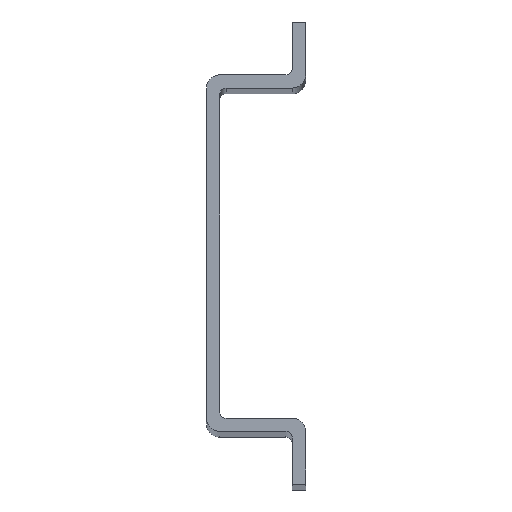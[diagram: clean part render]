
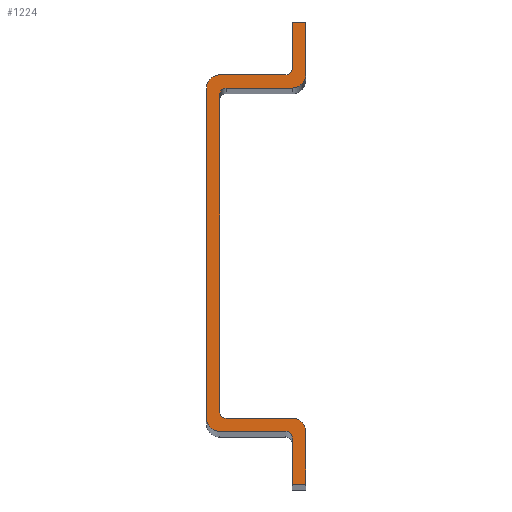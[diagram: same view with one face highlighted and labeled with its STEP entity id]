
A CAD part, top view. The second image highlights one B-rep face of the part: STEP entity #1224.
In plain terms, the highlighted planar face has unit normal (0, 0, 1).
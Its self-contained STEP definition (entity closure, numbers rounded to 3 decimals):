
#84=CIRCLE('',#1304,1.);
#86=CIRCLE('',#1308,0.5);
#88=CIRCLE('',#1314,1.);
#90=CIRCLE('',#1319,1.);
#92=CIRCLE('',#1325,0.5);
#94=CIRCLE('',#1329,1.);
#116=CIRCLE('',#1353,0.5);
#117=CIRCLE('',#1355,0.5);
#138=FACE_OUTER_BOUND('',#220,.T.);
#220=EDGE_LOOP('',(#967,#968,#969,#970,#971,#972,#973,#974,#975,#976,#977,
#978,#979,#980,#981,#982,#983,#984,#985,#986));
#265=LINE('',#1769,#389);
#291=LINE('',#1865,#415);
#295=LINE('',#1877,#419);
#298=LINE('',#1883,#422);
#301=LINE('',#1889,#425);
#305=LINE('',#1901,#429);
#308=LINE('',#1909,#432);
#313=LINE('',#1922,#437);
#316=LINE('',#1928,#440);
#319=LINE('',#1934,#443);
#323=LINE('',#1946,#447);
#326=LINE('',#1955,#450);
#389=VECTOR('',#1405,10.);
#415=VECTOR('',#1479,10.);
#419=VECTOR('',#1491,10.);
#422=VECTOR('',#1496,10.);
#425=VECTOR('',#1501,10.);
#429=VECTOR('',#1513,10.);
#432=VECTOR('',#1518,10.);
#437=VECTOR('',#1531,10.);
#440=VECTOR('',#1536,10.);
#443=VECTOR('',#1541,10.);
#447=VECTOR('',#1553,10.);
#450=VECTOR('',#1564,10.);
#513=VERTEX_POINT('',#1766);
#514=VERTEX_POINT('',#1768);
#557=VERTEX_POINT('',#1855);
#558=VERTEX_POINT('',#1857);
#560=VERTEX_POINT('',#1863);
#562=VERTEX_POINT('',#1869);
#564=VERTEX_POINT('',#1875);
#566=VERTEX_POINT('',#1881);
#568=VERTEX_POINT('',#1887);
#570=VERTEX_POINT('',#1893);
#572=VERTEX_POINT('',#1899);
#575=VERTEX_POINT('',#1906);
#576=VERTEX_POINT('',#1908);
#578=VERTEX_POINT('',#1914);
#580=VERTEX_POINT('',#1920);
#582=VERTEX_POINT('',#1926);
#584=VERTEX_POINT('',#1932);
#586=VERTEX_POINT('',#1938);
#588=VERTEX_POINT('',#1944);
#590=VERTEX_POINT('',#1950);
#633=EDGE_CURVE('',#514,#513,#265,.T.);
#677=EDGE_CURVE('',#558,#557,#84,.F.);
#681=EDGE_CURVE('',#557,#560,#291,.T.);
#684=EDGE_CURVE('',#560,#562,#86,.T.);
#687=EDGE_CURVE('',#562,#564,#295,.T.);
#690=EDGE_CURVE('',#564,#566,#298,.T.);
#693=EDGE_CURVE('',#566,#568,#301,.T.);
#696=EDGE_CURVE('',#568,#570,#88,.F.);
#699=EDGE_CURVE('',#570,#572,#305,.T.);
#702=EDGE_CURVE('',#576,#575,#308,.T.);
#706=EDGE_CURVE('',#575,#578,#90,.F.);
#709=EDGE_CURVE('',#578,#580,#313,.T.);
#712=EDGE_CURVE('',#580,#582,#316,.T.);
#715=EDGE_CURVE('',#582,#584,#319,.T.);
#718=EDGE_CURVE('',#584,#586,#92,.T.);
#721=EDGE_CURVE('',#586,#588,#323,.T.);
#724=EDGE_CURVE('',#588,#590,#94,.F.);
#726=EDGE_CURVE('',#590,#558,#326,.T.);
#768=EDGE_CURVE('',#572,#514,#116,.T.);
#769=EDGE_CURVE('',#513,#576,#117,.T.);
#967=ORIENTED_EDGE('',*,*,#690,.T.);
#968=ORIENTED_EDGE('',*,*,#693,.T.);
#969=ORIENTED_EDGE('',*,*,#696,.T.);
#970=ORIENTED_EDGE('',*,*,#699,.T.);
#971=ORIENTED_EDGE('',*,*,#768,.T.);
#972=ORIENTED_EDGE('',*,*,#633,.T.);
#973=ORIENTED_EDGE('',*,*,#769,.T.);
#974=ORIENTED_EDGE('',*,*,#702,.T.);
#975=ORIENTED_EDGE('',*,*,#706,.T.);
#976=ORIENTED_EDGE('',*,*,#709,.T.);
#977=ORIENTED_EDGE('',*,*,#712,.T.);
#978=ORIENTED_EDGE('',*,*,#715,.T.);
#979=ORIENTED_EDGE('',*,*,#718,.T.);
#980=ORIENTED_EDGE('',*,*,#721,.T.);
#981=ORIENTED_EDGE('',*,*,#724,.T.);
#982=ORIENTED_EDGE('',*,*,#726,.T.);
#983=ORIENTED_EDGE('',*,*,#677,.T.);
#984=ORIENTED_EDGE('',*,*,#681,.T.);
#985=ORIENTED_EDGE('',*,*,#684,.T.);
#986=ORIENTED_EDGE('',*,*,#687,.T.);
#1183=PLANE('',#1354);
#1224=ADVANCED_FACE('',(#138),#1183,.F.);
#1304=AXIS2_PLACEMENT_3D('',#1858,#1472,#1473);
#1308=AXIS2_PLACEMENT_3D('',#1871,#1485,#1486);
#1314=AXIS2_PLACEMENT_3D('',#1895,#1507,#1508);
#1319=AXIS2_PLACEMENT_3D('',#1916,#1525,#1526);
#1325=AXIS2_PLACEMENT_3D('',#1940,#1547,#1548);
#1329=AXIS2_PLACEMENT_3D('',#1952,#1559,#1560);
#1353=AXIS2_PLACEMENT_3D('',#2038,#1629,#1630);
#1354=AXIS2_PLACEMENT_3D('',#2039,#1631,#1632);
#1355=AXIS2_PLACEMENT_3D('',#2040,#1633,#1634);
#1405=DIRECTION('',(0.,1.,0.));
#1472=DIRECTION('center_axis',(0.,0.,-1.));
#1473=DIRECTION('ref_axis',(-1.,0.,0.));
#1479=DIRECTION('',(1.,0.,0.));
#1485=DIRECTION('center_axis',(0.,0.,-1.));
#1486=DIRECTION('ref_axis',(-1.,0.,0.));
#1491=DIRECTION('',(0.,-1.,0.));
#1496=DIRECTION('',(1.,0.,0.));
#1501=DIRECTION('',(0.,1.,0.));
#1507=DIRECTION('center_axis',(0.,0.,-1.));
#1508=DIRECTION('ref_axis',(-1.,0.,0.));
#1513=DIRECTION('',(-1.,0.,0.));
#1518=DIRECTION('',(1.,0.,0.));
#1525=DIRECTION('center_axis',(0.,0.,-1.));
#1526=DIRECTION('ref_axis',(-1.,0.,0.));
#1531=DIRECTION('',(0.,1.,0.));
#1536=DIRECTION('',(-1.,0.,0.));
#1541=DIRECTION('',(0.,-1.,0.));
#1547=DIRECTION('center_axis',(0.,0.,-1.));
#1548=DIRECTION('ref_axis',(-1.,0.,0.));
#1553=DIRECTION('',(-1.,0.,0.));
#1559=DIRECTION('center_axis',(0.,0.,-1.));
#1560=DIRECTION('ref_axis',(-1.,0.,0.));
#1564=DIRECTION('',(0.,-1.,0.));
#1629=DIRECTION('center_axis',(0.,0.,-1.));
#1630=DIRECTION('ref_axis',(-1.,0.,0.));
#1631=DIRECTION('center_axis',(0.,0.,-1.));
#1632=DIRECTION('ref_axis',(-1.,0.,0.));
#1633=DIRECTION('center_axis',(0.,0.,-1.));
#1634=DIRECTION('ref_axis',(-1.,0.,0.));
#1766=CARTESIAN_POINT('',(1.,12.,475.5));
#1768=CARTESIAN_POINT('',(1.,-12.,475.5));
#1769=CARTESIAN_POINT('',(1.,-1.,475.5));
#1855=CARTESIAN_POINT('',(1.,-13.5,475.5));
#1857=CARTESIAN_POINT('',(0.,-12.5,475.5));
#1858=CARTESIAN_POINT('Origin',(1.,-12.5,475.5));
#1863=CARTESIAN_POINT('',(6.,-13.5,475.5));
#1865=CARTESIAN_POINT('',(6.,-13.5,475.5));
#1869=CARTESIAN_POINT('',(6.5,-14.,475.5));
#1871=CARTESIAN_POINT('Origin',(6.,-14.,475.5));
#1875=CARTESIAN_POINT('',(6.5,-17.5,475.5));
#1877=CARTESIAN_POINT('',(6.5,-15.75,475.5));
#1881=CARTESIAN_POINT('',(7.5,-17.5,475.5));
#1883=CARTESIAN_POINT('',(6.75,-17.5,475.5));
#1887=CARTESIAN_POINT('',(7.5,-13.5,475.5));
#1889=CARTESIAN_POINT('',(7.5,-15.75,475.5));
#1893=CARTESIAN_POINT('',(6.5,-12.5,475.5));
#1895=CARTESIAN_POINT('Origin',(6.5,-13.5,475.5));
#1899=CARTESIAN_POINT('',(1.5,-12.5,475.5));
#1901=CARTESIAN_POINT('',(6.25,-12.5,475.5));
#1906=CARTESIAN_POINT('',(6.5,12.5,475.5));
#1908=CARTESIAN_POINT('',(1.5,12.5,475.5));
#1909=CARTESIAN_POINT('',(6.25,12.5,475.5));
#1914=CARTESIAN_POINT('',(7.5,13.5,475.5));
#1916=CARTESIAN_POINT('Origin',(6.5,13.5,475.5));
#1920=CARTESIAN_POINT('',(7.5,17.5,475.5));
#1922=CARTESIAN_POINT('',(7.5,1.75,475.5));
#1926=CARTESIAN_POINT('',(6.5,17.5,475.5));
#1928=CARTESIAN_POINT('',(6.75,17.5,475.5));
#1932=CARTESIAN_POINT('',(6.5,14.,475.5));
#1934=CARTESIAN_POINT('',(6.5,1.75,475.5));
#1938=CARTESIAN_POINT('',(6.,13.5,475.5));
#1940=CARTESIAN_POINT('Origin',(6.,14.,475.5));
#1944=CARTESIAN_POINT('',(1.,13.5,475.5));
#1946=CARTESIAN_POINT('',(6.,13.5,475.5));
#1950=CARTESIAN_POINT('',(0.,12.5,475.5));
#1952=CARTESIAN_POINT('Origin',(1.,12.5,475.5));
#1955=CARTESIAN_POINT('',(0.,-0.75,475.5));
#2038=CARTESIAN_POINT('Origin',(1.5,-12.,475.5));
#2039=CARTESIAN_POINT('Origin',(6.,-14.,475.5));
#2040=CARTESIAN_POINT('Origin',(1.5,12.,475.5));
